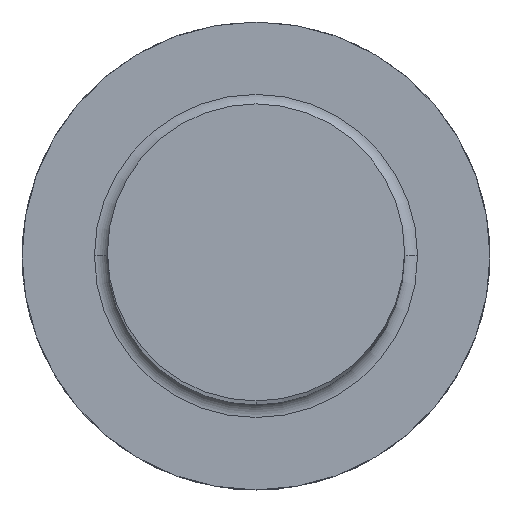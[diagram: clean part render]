
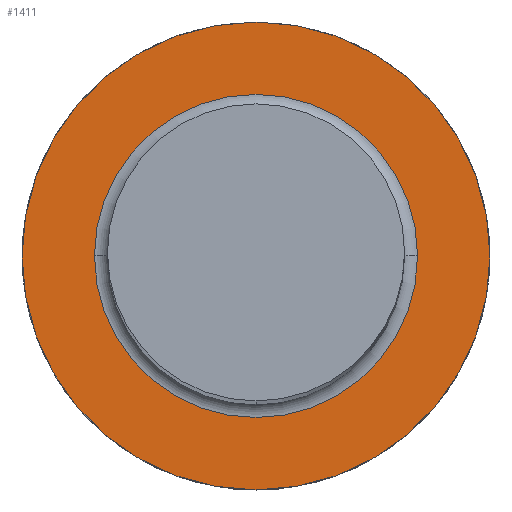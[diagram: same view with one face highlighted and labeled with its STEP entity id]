
A CAD part, top view. The second image highlights one B-rep face of the part: STEP entity #1411.
In plain terms, the highlighted planar face has unit normal (0, 0, 1).
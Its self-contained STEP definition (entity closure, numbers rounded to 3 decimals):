
#18 = AXIS2_PLACEMENT_3D ( 'NONE', #1503, #698, #1075 ) ;
#27 = CIRCLE ( 'NONE', #704, 21.75 ) ;
#39 = CARTESIAN_POINT ( 'NONE',  ( 0., 0., 27. ) ) ;
#46 = CARTESIAN_POINT ( 'NONE',  ( 31.5, 0., 27. ) ) ;
#91 = VERTEX_POINT ( 'NONE', #1150 ) ;
#92 = CARTESIAN_POINT ( 'NONE',  ( 0., 0., 27. ) ) ;
#135 = EDGE_CURVE ( 'NONE', #91, #719, #559, .T. ) ;
#152 = DIRECTION ( 'NONE',  ( 0., 0., -1. ) ) ;
#199 = DIRECTION ( 'NONE',  ( -1., 0., 0. ) ) ;
#255 = DIRECTION ( 'NONE',  ( -1., 0., 0. ) ) ;
#316 = CARTESIAN_POINT ( 'NONE',  ( 0., 0., 27. ) ) ;
#342 = CARTESIAN_POINT ( 'NONE',  ( 21.75, 0., 27. ) ) ;
#369 = FACE_BOUND ( 'NONE', #1367, .T. ) ;
#388 = CIRCLE ( 'NONE', #18, 31.5 ) ;
#408 = CARTESIAN_POINT ( 'NONE',  ( 0., 0., 27. ) ) ;
#479 = CARTESIAN_POINT ( 'NONE',  ( -31.5, 0., 27. ) ) ;
#498 = DIRECTION ( 'NONE',  ( -1., 0., 0. ) ) ;
#559 = CIRCLE ( 'NONE', #1154, 21.75 ) ;
#627 = ORIENTED_EDGE ( 'NONE', *, *, #135, .T. ) ;
#672 = CIRCLE ( 'NONE', #920, 31.5 ) ;
#698 = DIRECTION ( 'NONE',  ( 0., 0., -1. ) ) ;
#704 = AXIS2_PLACEMENT_3D ( 'NONE', #316, #1086, #199 ) ;
#719 = VERTEX_POINT ( 'NONE', #342 ) ;
#759 = EDGE_CURVE ( 'NONE', #1104, #791, #672, .T. ) ;
#784 = ORIENTED_EDGE ( 'NONE', *, *, #1569, .T. ) ;
#790 = DIRECTION ( 'NONE',  ( 0., 0., -1. ) ) ;
#791 = VERTEX_POINT ( 'NONE', #479 ) ;
#907 = ORIENTED_EDGE ( 'NONE', *, *, #1522, .F. ) ;
#920 = AXIS2_PLACEMENT_3D ( 'NONE', #92, #1228, #498 ) ;
#1075 = DIRECTION ( 'NONE',  ( -1., 0., 0. ) ) ;
#1086 = DIRECTION ( 'NONE',  ( 0., 0., -1. ) ) ;
#1104 = VERTEX_POINT ( 'NONE', #46 ) ;
#1150 = CARTESIAN_POINT ( 'NONE',  ( -21.75, 0., 27. ) ) ;
#1152 = DIRECTION ( 'NONE',  ( -1., 0., 0. ) ) ;
#1154 = AXIS2_PLACEMENT_3D ( 'NONE', #39, #790, #1152 ) ;
#1178 = ORIENTED_EDGE ( 'NONE', *, *, #759, .F. ) ;
#1228 = DIRECTION ( 'NONE',  ( 0., 0., -1. ) ) ;
#1334 = EDGE_LOOP ( 'NONE', ( #907, #1178 ) ) ;
#1344 = AXIS2_PLACEMENT_3D ( 'NONE', #408, #152, #255 ) ;
#1367 = EDGE_LOOP ( 'NONE', ( #627, #784 ) ) ;
#1411 = ADVANCED_FACE ( 'NONE', ( #369, #1523 ), #1500, .F. ) ;
#1500 = PLANE ( 'NONE',  #1344 ) ;
#1503 = CARTESIAN_POINT ( 'NONE',  ( 0., 0., 27. ) ) ;
#1522 = EDGE_CURVE ( 'NONE', #791, #1104, #388, .T. ) ;
#1523 = FACE_OUTER_BOUND ( 'NONE', #1334, .T. ) ;
#1569 = EDGE_CURVE ( 'NONE', #719, #91, #27, .T. ) ;
